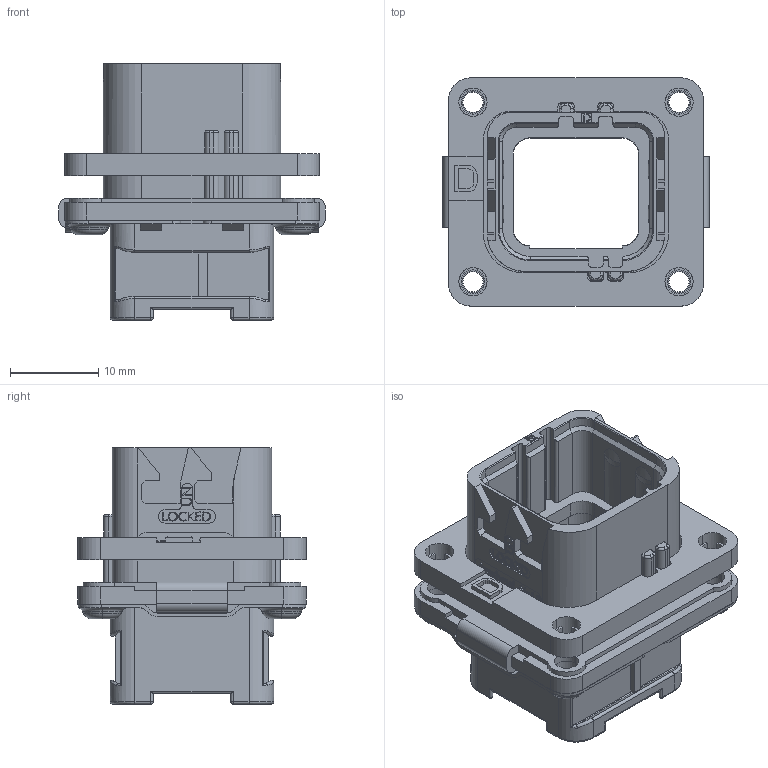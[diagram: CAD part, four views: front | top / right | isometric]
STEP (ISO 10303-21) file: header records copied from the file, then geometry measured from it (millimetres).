
FILE_DESCRIPTION((''),'2;1');
FILE_NAME('SIM2B24D111','2019-10-21T',('presta_be4'),(''),'CREO PARAMETRIC BY PTC INC, 2018360','CREO PARAMETRIC BY PTC INC, 2018360','');
FILE_SCHEMA(('CONFIG_CONTROL_DESIGN'));
Products named in the file (1): SIM2B24D111
Bounding box: 30.1 x 25.8 x 28.97 mm (x, y, z)
Volume: 5249.3 mm3; surface area: 7007.9 mm2
Topology: 2 solids, 2 shells, 1775 faces, 4942 edges, 3233 vertices
Faces by surface type: plane 770, extrusion 608, cylinder 261, torus 68, bspline 28, cone 24, sphere 16
Entity records: 60142 total; most frequent: CARTESIAN_POINT 16894, ORIENTED_EDGE 9868, DIRECTION 7062, EDGE_CURVE 4934, VECTOR 3468, VERTEX_POINT 3233, LINE 2860, B_SPLINE_CURVE_WITH_KNOTS 2024
